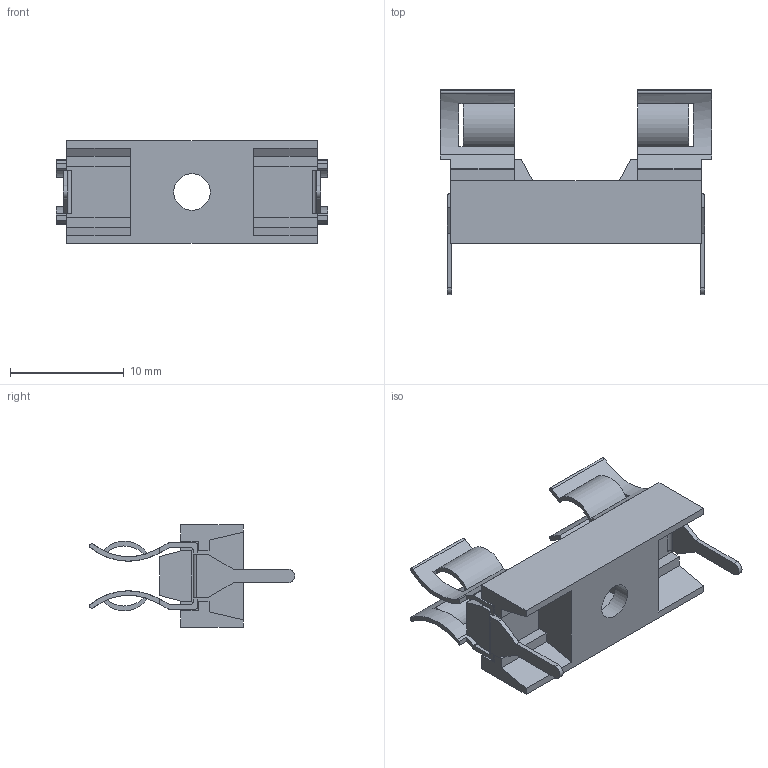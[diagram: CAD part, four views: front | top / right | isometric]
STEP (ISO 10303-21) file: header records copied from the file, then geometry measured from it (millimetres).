
FILE_DESCRIPTION(/* description */ (''),/* implementation_level */ '2;1');
FILE_NAME(/* name */ 'CFH02_RGB52479_ipt_f3447d14.STEP',/* time_stamp */ '2024-05-28T14:29:23+01:00',/* author */ ('rlndo'),/* organization */ (''),/* preprocessor_version */ 'ST-DEVELOPER v16.13',/* originating_system */ 'Autodesk Inventor 2018',/* authorisation */ '');
FILE_SCHEMA (('CONFIG_CONTROL_DESIGN','AUTOMOTIVE_DESIGN { 1 0 10303 214 3 1 1 }'));
Length unit declared in the file: millimetre
Products named in the file (1): CFH02_RGB52479
Bounding box: 23.8 x 18 x 9 mm (x, y, z)
Volume: 779.9 mm3; surface area: 1789.7 mm2
Topology: 3 solids, 3 shells, 181 faces, 509 edges, 330 vertices
Faces by surface type: plane 134, cylinder 47
Full cylindrical faces by diameter (mm): 3.2 x1
Entity records: 5840 total; most frequent: CARTESIAN_POINT 1020, ORIENTED_EDGE 1016, DIRECTION 982, EDGE_CURVE 508, LINE 398, VECTOR 398, VERTEX_POINT 330, AXIS2_PLACEMENT_3D 292
